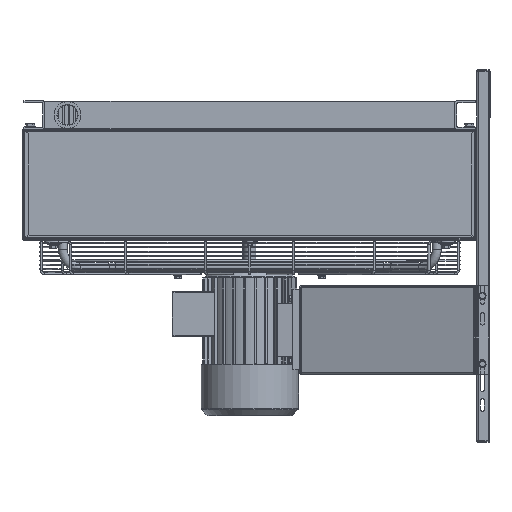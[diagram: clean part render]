
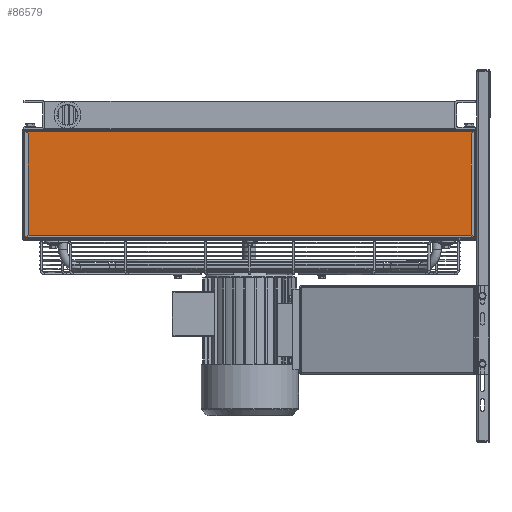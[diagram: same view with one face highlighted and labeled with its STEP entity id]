
A CAD part, left-side view. The second image highlights one B-rep face of the part: STEP entity #86579.
In plain terms, the highlighted planar face has unit normal (-1, 0, 0).
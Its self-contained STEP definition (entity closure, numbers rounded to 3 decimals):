
#81075=CARTESIAN_POINT('',(-509.,-505.,243.75));
#81076=VERTEX_POINT('',#81075);
#81114=CARTESIAN_POINT('',(-509.,-499.,237.75));
#81115=VERTEX_POINT('',#81114);
#81116=CARTESIAN_POINT('',(-509.,-499.,237.75));
#81117=DIRECTION('',(0.0,-0.707,0.707));
#81118=VECTOR('',#81117,8.485);
#81119=LINE('',#81116,#81118);
#81120=EDGE_CURVE('',#81115,#81076,#81119,.T.);
#81152=CARTESIAN_POINT('',(-509.,-499.,11.75));
#81153=VERTEX_POINT('',#81152);
#81154=CARTESIAN_POINT('',(-509.,-499.,11.75));
#81155=DIRECTION('',(0.0,0.0,1.0));
#81156=VECTOR('',#81155,226.);
#81157=LINE('',#81154,#81156);
#81158=EDGE_CURVE('',#81153,#81115,#81157,.T.);
#81185=CARTESIAN_POINT('',(-509.,-507.,3.75));
#81186=VERTEX_POINT('',#81185);
#81200=CARTESIAN_POINT('',(-509.,-507.,3.75));
#81201=DIRECTION('',(0.,0.707,0.707));
#81202=VECTOR('',#81201,11.314);
#81203=LINE('',#81200,#81202);
#81204=EDGE_CURVE('',#81186,#81153,#81203,.T.);
#82541=CARTESIAN_POINT('',(-509.,507.,3.75));
#82542=VERTEX_POINT('',#82541);
#82721=CARTESIAN_POINT('',(-509.,499.,237.75));
#82722=VERTEX_POINT('',#82721);
#82729=CARTESIAN_POINT('',(-509.,505.,243.75));
#82730=VERTEX_POINT('',#82729);
#82731=CARTESIAN_POINT('',(-509.,499.,237.75));
#82732=DIRECTION('',(0.0,0.707,0.707));
#82733=VECTOR('',#82732,8.485);
#82734=LINE('',#82731,#82733);
#82735=EDGE_CURVE('',#82722,#82730,#82734,.T.);
#82751=CARTESIAN_POINT('',(-509.,499.,11.75));
#82752=VERTEX_POINT('',#82751);
#82753=CARTESIAN_POINT('',(-509.,499.,11.75));
#82754=DIRECTION('',(0.0,0.0,1.0));
#82755=VECTOR('',#82754,226.);
#82756=LINE('',#82753,#82755);
#82757=EDGE_CURVE('',#82752,#82722,#82756,.T.);
#82783=CARTESIAN_POINT('',(-509.,507.,3.75));
#82784=DIRECTION('',(0.,-0.707,0.707));
#82785=VECTOR('',#82784,11.314);
#82786=LINE('',#82783,#82785);
#82787=EDGE_CURVE('',#82542,#82752,#82786,.T.);
#83323=CARTESIAN_POINT('',(-509.,497.,9.75));
#83324=VERTEX_POINT('',#83323);
#83331=CARTESIAN_POINT('',(-509.,503.,3.75));
#83332=VERTEX_POINT('',#83331);
#83333=CARTESIAN_POINT('',(-509.,497.,9.75));
#83334=DIRECTION('',(0.,0.707,-0.707));
#83335=VECTOR('',#83334,8.485);
#83336=LINE('',#83333,#83335);
#83337=EDGE_CURVE('',#83324,#83332,#83336,.T.);
#83353=CARTESIAN_POINT('',(-509.,-497.,9.75));
#83354=VERTEX_POINT('',#83353);
#83355=CARTESIAN_POINT('',(-509.,-497.,9.75));
#83356=DIRECTION('',(0.0,1.0,0.0));
#83357=VECTOR('',#83356,994.);
#83358=LINE('',#83355,#83357);
#83359=EDGE_CURVE('',#83354,#83324,#83358,.T.);
#83401=CARTESIAN_POINT('',(-509.,-503.,3.75));
#83402=VERTEX_POINT('',#83401);
#83427=CARTESIAN_POINT('',(-509.,-503.,3.75));
#83428=DIRECTION('',(0.0,0.707,0.707));
#83429=VECTOR('',#83428,8.485);
#83430=LINE('',#83427,#83429);
#83431=EDGE_CURVE('',#83402,#83354,#83430,.T.);
#86445=CARTESIAN_POINT('',(-509.,-505.,243.75));
#86446=DIRECTION('',(0.0,1.0,0.0));
#86447=VECTOR('',#86446,1010.);
#86448=LINE('',#86445,#86447);
#86449=EDGE_CURVE('',#81076,#82730,#86448,.T.);
#86550=CARTESIAN_POINT('',(-509.,0.,123.75));
#86551=DIRECTION('',(1.0,0.0,0.0));
#86552=DIRECTION('',(0.0,0.0,1.0));
#86553=AXIS2_PLACEMENT_3D('',#86550,#86551,#86552);
#86554=PLANE('',#86553);
#86555=ORIENTED_EDGE('',*,*,#83431,.F.);
#86556=CARTESIAN_POINT('',(-509.,-503.,3.75));
#86557=DIRECTION('',(0.,-1.0,0.));
#86558=VECTOR('',#86557,4.);
#86559=LINE('',#86556,#86558);
#86560=EDGE_CURVE('',#83402,#81186,#86559,.T.);
#86561=ORIENTED_EDGE('',*,*,#86560,.T.);
#86562=ORIENTED_EDGE('',*,*,#81204,.T.);
#86563=ORIENTED_EDGE('',*,*,#81158,.T.);
#86564=ORIENTED_EDGE('',*,*,#81120,.T.);
#86565=ORIENTED_EDGE('',*,*,#86449,.T.);
#86566=ORIENTED_EDGE('',*,*,#82735,.F.);
#86567=ORIENTED_EDGE('',*,*,#82757,.F.);
#86568=ORIENTED_EDGE('',*,*,#82787,.F.);
#86569=CARTESIAN_POINT('',(-509.,507.,3.75));
#86570=DIRECTION('',(0.,-1.0,0.));
#86571=VECTOR('',#86570,4.);
#86572=LINE('',#86569,#86571);
#86573=EDGE_CURVE('',#82542,#83332,#86572,.T.);
#86574=ORIENTED_EDGE('',*,*,#86573,.T.);
#86575=ORIENTED_EDGE('',*,*,#83337,.F.);
#86576=ORIENTED_EDGE('',*,*,#83359,.F.);
#86577=EDGE_LOOP('',(#86555,#86561,#86562,#86563,#86564,#86565,#86566,#86567,#86568,#86574,#86575,#86576));
#86578=FACE_OUTER_BOUND('',#86577,.T.);
#86579=ADVANCED_FACE('',(#86578),#86554,.F.);
